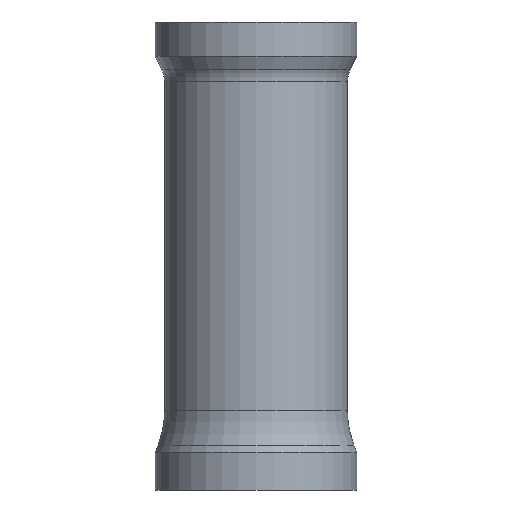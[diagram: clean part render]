
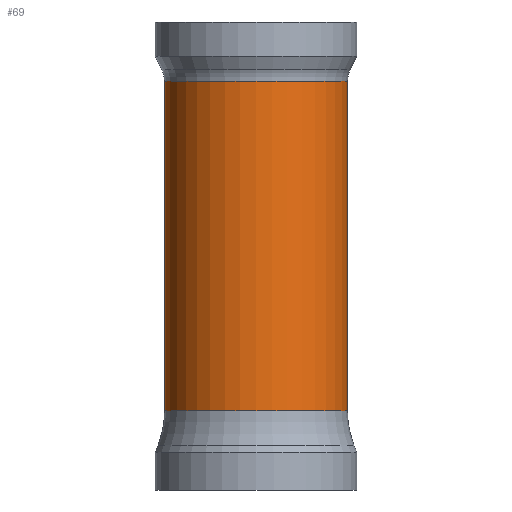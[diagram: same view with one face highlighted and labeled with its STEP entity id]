
A CAD part, front view. The second image highlights one B-rep face of the part: STEP entity #69.
In plain terms, the highlighted cylindrical face has radius 25.4 mm (diameter 50.8 mm), a partial arc.
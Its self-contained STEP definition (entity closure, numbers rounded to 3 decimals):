
#11 = CARTESIAN_POINT ( 'NONE',  ( 0., 0., -16.5 ) ) ;
#32 = EDGE_CURVE ( 'NONE', #575, #365, #150, .T. ) ;
#56 = ORIENTED_EDGE ( 'NONE', *, *, #32, .F. ) ;
#69 = ADVANCED_FACE ( 'NONE', ( #98 ), #160, .T. ) ;
#70 = VERTEX_POINT ( 'NONE', #315 ) ;
#97 = ORIENTED_EDGE ( 'NONE', *, *, #325, .T. ) ;
#98 = FACE_OUTER_BOUND ( 'NONE', #223, .T. ) ;
#141 = DIRECTION ( 'NONE',  ( 0., 0., 1. ) ) ;
#150 = LINE ( 'NONE', #253, #573 ) ;
#160 = CYLINDRICAL_SURFACE ( 'NONE', #189, 25.4 ) ;
#189 = AXIS2_PLACEMENT_3D ( 'NONE', #380, #375, #695 ) ;
#208 = CARTESIAN_POINT ( 'NONE',  ( 25.4, 0., 0. ) ) ;
#221 = VECTOR ( 'NONE', #464, 1000. ) ;
#223 = EDGE_LOOP ( 'NONE', ( #56, #282, #97, #522 ) ) ;
#229 = DIRECTION ( 'NONE',  ( 1., 0., 0. ) ) ;
#253 = CARTESIAN_POINT ( 'NONE',  ( -25.4, 0., 0. ) ) ;
#263 = AXIS2_PLACEMENT_3D ( 'NONE', #11, #554, #229 ) ;
#264 = CIRCLE ( 'NONE', #435, 25.4 ) ;
#282 = ORIENTED_EDGE ( 'NONE', *, *, #394, .T. ) ;
#301 = LINE ( 'NONE', #208, #221 ) ;
#308 = EDGE_CURVE ( 'NONE', #365, #472, #571, .T. ) ;
#315 = CARTESIAN_POINT ( 'NONE',  ( 25.4, 0., -108. ) ) ;
#325 = EDGE_CURVE ( 'NONE', #70, #472, #301, .T. ) ;
#338 = CARTESIAN_POINT ( 'NONE',  ( 25.4, 0., -16.5 ) ) ;
#365 = VERTEX_POINT ( 'NONE', #466 ) ;
#375 = DIRECTION ( 'NONE',  ( 0., 0., 1. ) ) ;
#376 = DIRECTION ( 'NONE',  ( 1., 0., 0. ) ) ;
#380 = CARTESIAN_POINT ( 'NONE',  ( 0., 0., 0. ) ) ;
#384 = CARTESIAN_POINT ( 'NONE',  ( -25.4, 0., -108. ) ) ;
#394 = EDGE_CURVE ( 'NONE', #575, #70, #264, .T. ) ;
#435 = AXIS2_PLACEMENT_3D ( 'NONE', #676, #141, #376 ) ;
#464 = DIRECTION ( 'NONE',  ( 0., 0., 1. ) ) ;
#466 = CARTESIAN_POINT ( 'NONE',  ( -25.4, 0., -16.5 ) ) ;
#472 = VERTEX_POINT ( 'NONE', #338 ) ;
#522 = ORIENTED_EDGE ( 'NONE', *, *, #308, .F. ) ;
#554 = DIRECTION ( 'NONE',  ( 0., 0., 1. ) ) ;
#571 = CIRCLE ( 'NONE', #263, 25.4 ) ;
#573 = VECTOR ( 'NONE', #631, 1000. ) ;
#575 = VERTEX_POINT ( 'NONE', #384 ) ;
#631 = DIRECTION ( 'NONE',  ( 0., 0., 1. ) ) ;
#676 = CARTESIAN_POINT ( 'NONE',  ( 0., 0., -108. ) ) ;
#695 = DIRECTION ( 'NONE',  ( 1., 0., 0. ) ) ;
